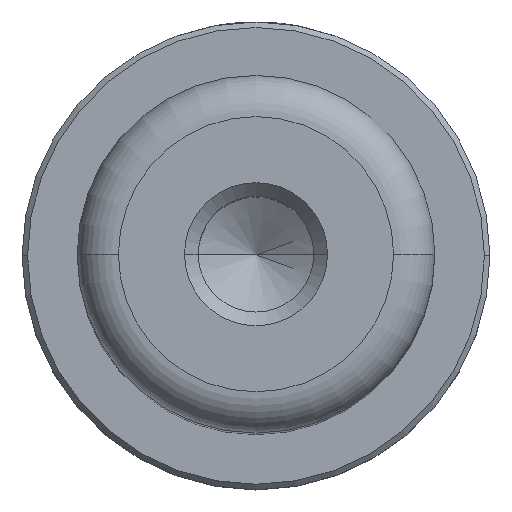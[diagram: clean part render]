
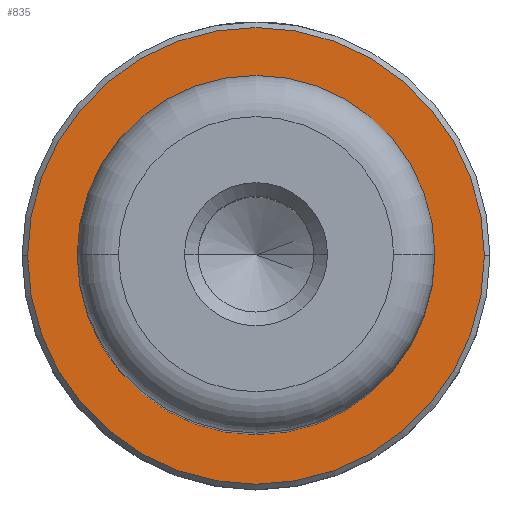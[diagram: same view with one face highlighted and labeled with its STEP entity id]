
A CAD part, top view. The second image highlights one B-rep face of the part: STEP entity #835.
In plain terms, the highlighted planar face has unit normal (0, 0, 1).
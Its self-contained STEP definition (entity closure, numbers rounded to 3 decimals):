
#80 = CIRCLE ( 'NONE', #1776, 8.3 ) ;
#236 = AXIS2_PLACEMENT_3D ( 'NONE', #1544, #583, #1695 ) ;
#252 = VERTEX_POINT ( 'NONE', #1994 ) ;
#310 = AXIS2_PLACEMENT_3D ( 'NONE', #1895, #1595, #1736 ) ;
#490 = EDGE_CURVE ( 'NONE', #252, #576, #80, .T. ) ;
#564 = CIRCLE ( 'NONE', #236, 6. ) ;
#576 = VERTEX_POINT ( 'NONE', #1206 ) ;
#583 = DIRECTION ( 'NONE',  ( 0., 0., -1. ) ) ;
#835 = ADVANCED_FACE ( 'NONE', ( #1225, #1531 ), #836, .T. ) ;
#836 = PLANE ( 'NONE',  #867 ) ;
#864 = CARTESIAN_POINT ( 'NONE',  ( 0., 0., 15. ) ) ;
#867 = AXIS2_PLACEMENT_3D ( 'NONE', #864, #1864, #1873 ) ;
#887 = EDGE_LOOP ( 'NONE', ( #1620, #1875 ) ) ;
#889 = VERTEX_POINT ( 'NONE', #1104 ) ;
#892 = EDGE_LOOP ( 'NONE', ( #937, #1482 ) ) ;
#929 = CIRCLE ( 'NONE', #1710, 8.3 ) ;
#937 = ORIENTED_EDGE ( 'NONE', *, *, #1851, .T. ) ;
#1025 = CARTESIAN_POINT ( 'NONE',  ( 0., 0., 15. ) ) ;
#1077 = CIRCLE ( 'NONE', #310, 6. ) ;
#1104 = CARTESIAN_POINT ( 'NONE',  ( -6., 0., 15. ) ) ;
#1160 = EDGE_CURVE ( 'NONE', #576, #252, #929, .T. ) ;
#1187 = DIRECTION ( 'NONE',  ( 1., 0., 0. ) ) ;
#1206 = CARTESIAN_POINT ( 'NONE',  ( -8.3, 0., 15. ) ) ;
#1225 = FACE_OUTER_BOUND ( 'NONE', #887, .T. ) ;
#1482 = ORIENTED_EDGE ( 'NONE', *, *, #2064, .T. ) ;
#1531 = FACE_BOUND ( 'NONE', #892, .T. ) ;
#1544 = CARTESIAN_POINT ( 'NONE',  ( 0., 0., 15. ) ) ;
#1595 = DIRECTION ( 'NONE',  ( 0., 0., -1. ) ) ;
#1608 = DIRECTION ( 'NONE',  ( 1., 0., 0. ) ) ;
#1614 = DIRECTION ( 'NONE',  ( 0., 0., 1. ) ) ;
#1620 = ORIENTED_EDGE ( 'NONE', *, *, #1160, .T. ) ;
#1625 = CARTESIAN_POINT ( 'NONE',  ( 6., 0., 15. ) ) ;
#1628 = CARTESIAN_POINT ( 'NONE',  ( 0., 0., 15. ) ) ;
#1650 = VERTEX_POINT ( 'NONE', #1625 ) ;
#1695 = DIRECTION ( 'NONE',  ( -1., 0., 0. ) ) ;
#1710 = AXIS2_PLACEMENT_3D ( 'NONE', #1025, #2081, #1187 ) ;
#1736 = DIRECTION ( 'NONE',  ( -1., 0., 0. ) ) ;
#1776 = AXIS2_PLACEMENT_3D ( 'NONE', #1628, #1614, #1608 ) ;
#1851 = EDGE_CURVE ( 'NONE', #889, #1650, #564, .T. ) ;
#1864 = DIRECTION ( 'NONE',  ( 0., 0., 1. ) ) ;
#1873 = DIRECTION ( 'NONE',  ( 1., 0., 0. ) ) ;
#1875 = ORIENTED_EDGE ( 'NONE', *, *, #490, .T. ) ;
#1895 = CARTESIAN_POINT ( 'NONE',  ( 0., 0., 15. ) ) ;
#1994 = CARTESIAN_POINT ( 'NONE',  ( 8.3, 0., 15. ) ) ;
#2064 = EDGE_CURVE ( 'NONE', #1650, #889, #1077, .T. ) ;
#2081 = DIRECTION ( 'NONE',  ( 0., 0., 1. ) ) ;
